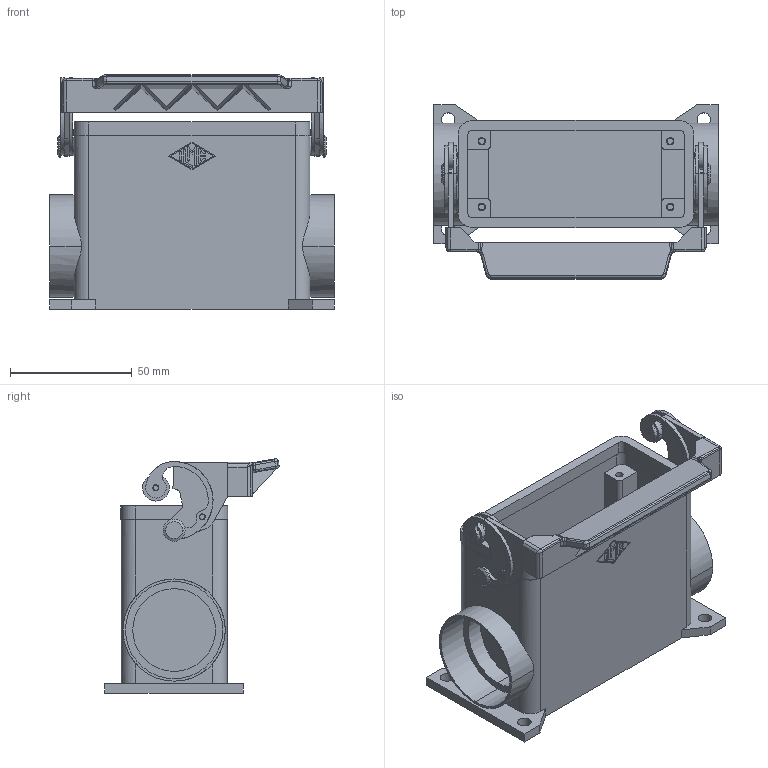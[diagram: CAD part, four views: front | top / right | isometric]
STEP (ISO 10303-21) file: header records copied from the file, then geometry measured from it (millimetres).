
FILE_DESCRIPTION((''),'2;1');
FILE_NAME('MMAP 06 LS32.stp','2006-12-21T19:02:02',('gembarski'),(''),'Autodesk Inventor 7','Autodesk Inventor 7','');
FILE_SCHEMA(('AUTOMOTIVE_DESIGN { 1 0 10303 214 1 1 1 1 }'));
Length unit declared in the file: millimetre
Products named in the file (1): MMAP 06 LS32
Bounding box: 117 x 71.7 x 96.42 mm (x, y, z)
Volume: 114767.3 mm3; surface area: 68759.1 mm2
Topology: 4 solids, 4 shells, 453 faces, 1197 edges, 780 vertices
Faces by surface type: plane 178, bspline 131, cylinder 124, torus 10, cone 6, sphere 4
Entity records: 16911 total; most frequent: CARTESIAN_POINT 5668, ORIENTED_EDGE 2382, DIRECTION 2323, EDGE_CURVE 1191, AXIS2_PLACEMENT_3D 835, VERTEX_POINT 780, VECTOR 653, LINE 653
